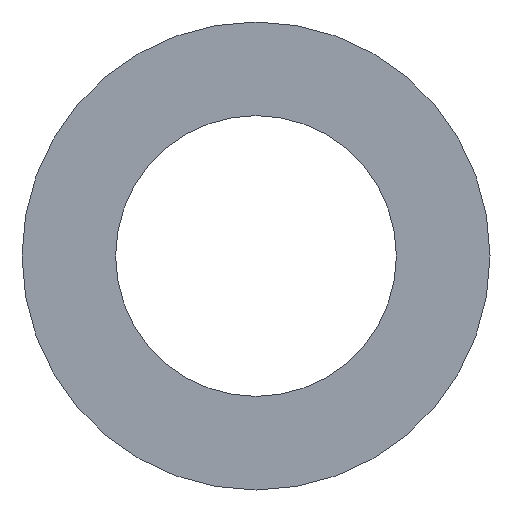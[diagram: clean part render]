
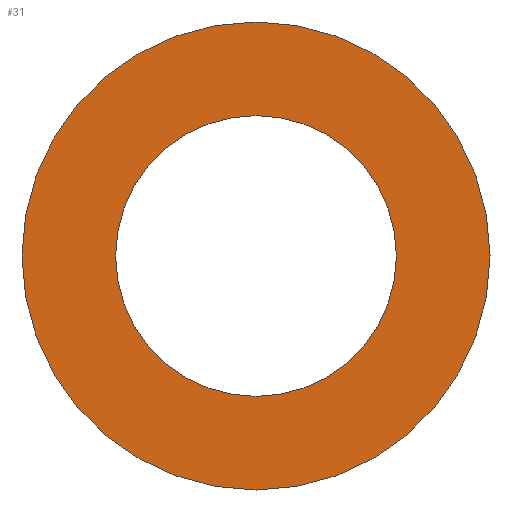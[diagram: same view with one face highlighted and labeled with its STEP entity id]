
A CAD part, front view. The second image highlights one B-rep face of the part: STEP entity #31.
In plain terms, the highlighted planar face has unit normal (0, -1, 0).
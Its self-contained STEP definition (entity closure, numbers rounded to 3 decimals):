
#4 = CARTESIAN_POINT ( 'NONE',  ( 0., 0., -1.5 ) ) ;
#6 = CARTESIAN_POINT ( 'NONE',  ( 0., 0., 1.5 ) ) ;
#11 = AXIS2_PLACEMENT_3D ( 'NONE', #88, #121, #151 ) ;
#13 = CARTESIAN_POINT ( 'NONE',  ( 0., 0., 0. ) ) ;
#16 = DIRECTION ( 'NONE',  ( 0., 0., 1. ) ) ;
#22 = DIRECTION ( 'NONE',  ( 0., 0., 1. ) ) ;
#31 = ADVANCED_FACE ( 'NONE', ( #193, #198 ), #69, .F. ) ;
#34 = DIRECTION ( 'NONE',  ( 0., 0., 1. ) ) ;
#35 = EDGE_CURVE ( 'NONE', #67, #97, #170, .T. ) ;
#36 = EDGE_LOOP ( 'NONE', ( #99, #50 ) ) ;
#38 = EDGE_CURVE ( 'NONE', #86, #93, #100, .T. ) ;
#50 = ORIENTED_EDGE ( 'NONE', *, *, #102, .F. ) ;
#52 = CIRCLE ( 'NONE', #11, 1.5 ) ;
#54 = EDGE_LOOP ( 'NONE', ( #117, #142 ) ) ;
#55 = DIRECTION ( 'NONE',  ( 0., 1., 0. ) ) ;
#67 = VERTEX_POINT ( 'NONE', #72 ) ;
#69 = PLANE ( 'NONE',  #107 ) ;
#72 = CARTESIAN_POINT ( 'NONE',  ( 0., 0., -2.5 ) ) ;
#83 = DIRECTION ( 'NONE',  ( 0., 1., 0. ) ) ;
#86 = VERTEX_POINT ( 'NONE', #4 ) ;
#88 = CARTESIAN_POINT ( 'NONE',  ( 0., 0., 0. ) ) ;
#93 = VERTEX_POINT ( 'NONE', #6 ) ;
#95 = CARTESIAN_POINT ( 'NONE',  ( 0., 0., 0. ) ) ;
#97 = VERTEX_POINT ( 'NONE', #132 ) ;
#99 = ORIENTED_EDGE ( 'NONE', *, *, #35, .F. ) ;
#100 = CIRCLE ( 'NONE', #209, 1.5 ) ;
#101 = CARTESIAN_POINT ( 'NONE',  ( 0., 0., 0. ) ) ;
#102 = EDGE_CURVE ( 'NONE', #97, #67, #161, .T. ) ;
#105 = AXIS2_PLACEMENT_3D ( 'NONE', #95, #160, #16 ) ;
#107 = AXIS2_PLACEMENT_3D ( 'NONE', #13, #55, #34 ) ;
#114 = EDGE_CURVE ( 'NONE', #93, #86, #52, .T. ) ;
#117 = ORIENTED_EDGE ( 'NONE', *, *, #38, .T. ) ;
#121 = DIRECTION ( 'NONE',  ( 0., 1., 0. ) ) ;
#128 = DIRECTION ( 'NONE',  ( 0., 0., 1. ) ) ;
#132 = CARTESIAN_POINT ( 'NONE',  ( 0., 0., 2.5 ) ) ;
#142 = ORIENTED_EDGE ( 'NONE', *, *, #114, .T. ) ;
#151 = DIRECTION ( 'NONE',  ( 0., 0., 1. ) ) ;
#154 = DIRECTION ( 'NONE',  ( 0., 1., 0. ) ) ;
#160 = DIRECTION ( 'NONE',  ( 0., 1., 0. ) ) ;
#161 = CIRCLE ( 'NONE', #190, 2.5 ) ;
#170 = CIRCLE ( 'NONE', #105, 2.5 ) ;
#190 = AXIS2_PLACEMENT_3D ( 'NONE', #101, #154, #22 ) ;
#193 = FACE_OUTER_BOUND ( 'NONE', #36, .T. ) ;
#194 = CARTESIAN_POINT ( 'NONE',  ( 0., 0., 0. ) ) ;
#198 = FACE_BOUND ( 'NONE', #54, .T. ) ;
#209 = AXIS2_PLACEMENT_3D ( 'NONE', #194, #83, #128 ) ;
